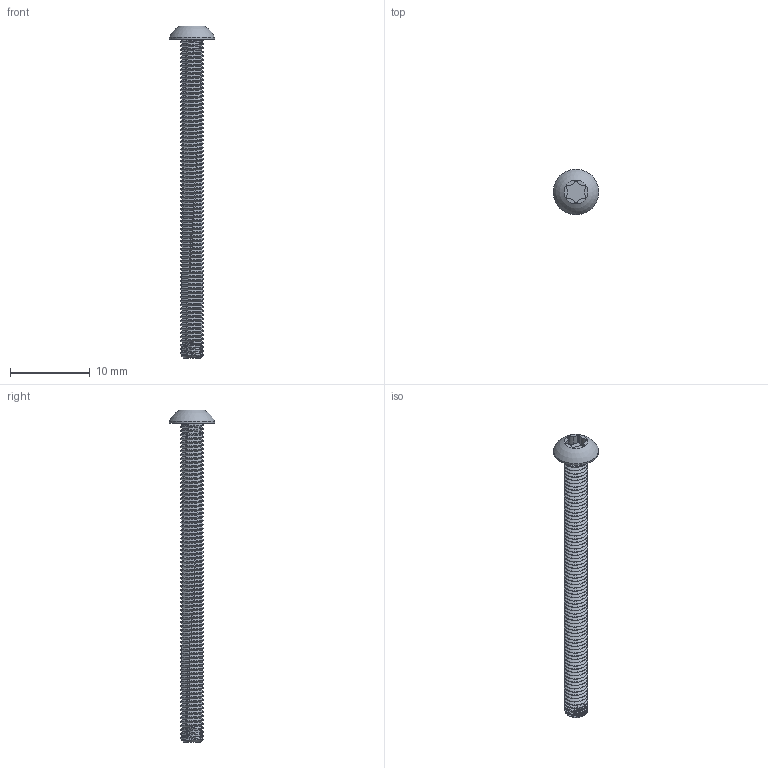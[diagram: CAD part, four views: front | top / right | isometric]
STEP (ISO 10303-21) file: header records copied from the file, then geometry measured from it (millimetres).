
FILE_DESCRIPTION (( 'STEP AP203' ), '1' );
FILE_NAME ('M3 BHCS- 40mm.step_Default_sldprt.STEP', '2022-11-09T04:41:52', ( '' ), ( '' ), 'SwSTEP 2.0', 'SolidWorks 2022', '' );
FILE_SCHEMA (( 'CONFIG_CONTROL_DESIGN' ));
Length unit declared in the file: millimetre
Products named in the file (1): M3 BHCS- 40mm.step_Default_sldprt
Bounding box: 5.7 x 5.7 x 41.65 mm (x, y, z)
Volume: 251.3 mm3; surface area: 661.8 mm2
Topology: 1 solids, 1 shells, 356 faces, 1055 edges, 703 vertices
Faces by surface type: cylinder 346, plane 4, cone 3, bspline 2, sphere 1
Entity records: 19666 total; most frequent: CARTESIAN_POINT 11777, ORIENTED_EDGE 2108, DIRECTION 1179, EDGE_CURVE 1054, VERTEX_POINT 703, AXIS2_PLACEMENT_3D 416, EDGE_LOOP 359, FACE_OUTER_BOUND 356
